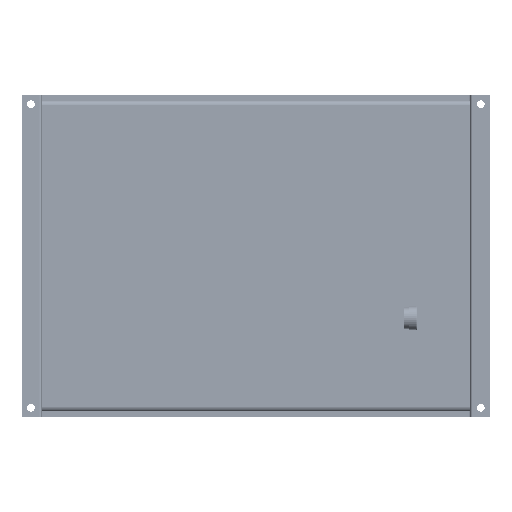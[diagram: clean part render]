
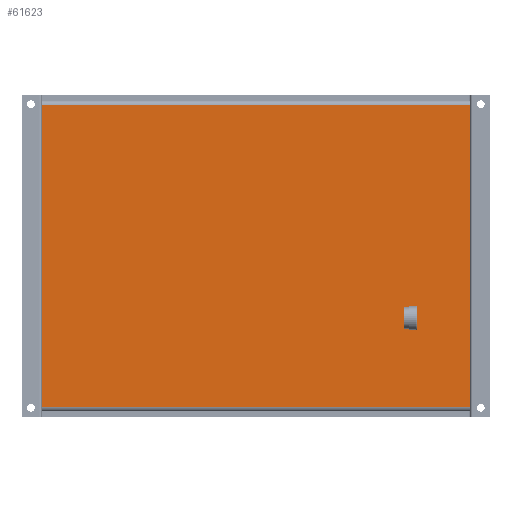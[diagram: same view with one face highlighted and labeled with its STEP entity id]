
A CAD part, front view. The second image highlights one B-rep face of the part: STEP entity #61623.
In plain terms, the highlighted planar face has unit normal (0, -1, 0).
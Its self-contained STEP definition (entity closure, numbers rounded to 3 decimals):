
#24931 = CARTESIAN_POINT ( 'NONE',  ( -12.083, 2.656, -1. ) ) ;
#25071 = CARTESIAN_POINT ( 'NONE',  ( 35.865, 2.656, 16. ) ) ;
#25130 = CARTESIAN_POINT ( 'NONE',  ( 12.083, 2.656, -1. ) ) ;
#28621 = ORIENTED_EDGE ( 'NONE', *, *, #67398, .F. ) ;
#33078 = LINE ( 'NONE', #25071, #125553 ) ;
#36860 = EDGE_CURVE ( 'NONE', #156079, #139052, #33078, .T. ) ;
#42550 = EDGE_CURVE ( 'NONE', #139052, #166892, #111661, .T. ) ;
#45972 = CARTESIAN_POINT ( 'NONE',  ( 12.083, 2.656, 16. ) ) ;
#50345 = FACE_OUTER_BOUND ( 'NONE', #68382, .T. ) ;
#52456 = ORIENTED_EDGE ( 'NONE', *, *, #100394, .F. ) ;
#61623 = ADVANCED_FACE ( 'NONE', ( #50345 ), #160782, .F. ) ;
#64475 = CARTESIAN_POINT ( 'NONE',  ( 35.865, 2.656, 16.25 ) ) ;
#67398 = EDGE_CURVE ( 'NONE', #166892, #156069, #150148, .T. ) ;
#68382 = EDGE_LOOP ( 'NONE', ( #28621, #118717, #156652, #52456 ) ) ;
#68393 = DIRECTION ( 'NONE',  ( 0., 0., -1. ) ) ;
#71846 = CARTESIAN_POINT ( 'NONE',  ( 12.083, 2.656, 16.25 ) ) ;
#100394 = EDGE_CURVE ( 'NONE', #156069, #156079, #141647, .T. ) ;
#104276 = DIRECTION ( 'NONE',  ( 0., 0., 1. ) ) ;
#111661 = LINE ( 'NONE', #71846, #134335 ) ;
#114249 = DIRECTION ( 'NONE',  ( 0., 0., 1. ) ) ;
#118717 = ORIENTED_EDGE ( 'NONE', *, *, #42550, .F. ) ;
#120134 = CARTESIAN_POINT ( 'NONE',  ( 35.865, 2.656, -1. ) ) ;
#120347 = CARTESIAN_POINT ( 'NONE',  ( -12.083, 2.656, 16. ) ) ;
#122840 = VECTOR ( 'NONE', #114249, 39.37 ) ;
#125553 = VECTOR ( 'NONE', #144389, 39.37 ) ;
#128195 = VECTOR ( 'NONE', #162536, 39.37 ) ;
#128405 = CARTESIAN_POINT ( 'NONE',  ( -12.083, 2.656, 16.25 ) ) ;
#134335 = VECTOR ( 'NONE', #68393, 39.37 ) ;
#139052 = VERTEX_POINT ( 'NONE', #45972 ) ;
#141647 = LINE ( 'NONE', #128405, #122840 ) ;
#144389 = DIRECTION ( 'NONE',  ( 1., 0., 0. ) ) ;
#146660 = DIRECTION ( 'NONE',  ( 0., 1., 0. ) ) ;
#150148 = LINE ( 'NONE', #120134, #128195 ) ;
#156069 = VERTEX_POINT ( 'NONE', #24931 ) ;
#156079 = VERTEX_POINT ( 'NONE', #120347 ) ;
#156652 = ORIENTED_EDGE ( 'NONE', *, *, #36860, .F. ) ;
#160782 = PLANE ( 'NONE',  #169441 ) ;
#162536 = DIRECTION ( 'NONE',  ( -1., 0., 0. ) ) ;
#166892 = VERTEX_POINT ( 'NONE', #25130 ) ;
#169441 = AXIS2_PLACEMENT_3D ( 'NONE', #64475, #146660, #104276 ) ;
